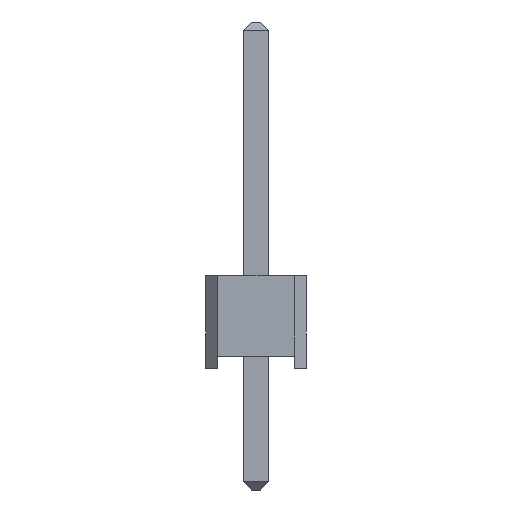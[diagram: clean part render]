
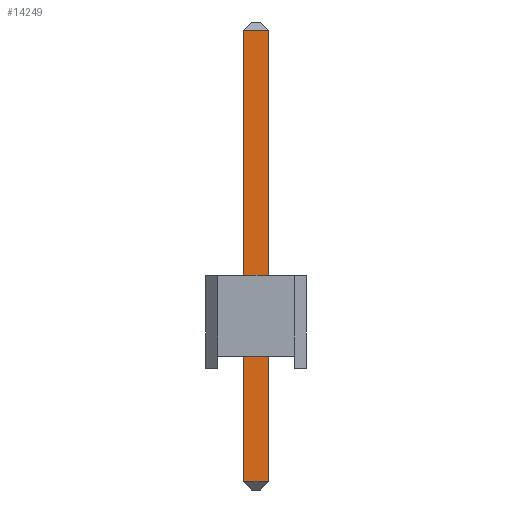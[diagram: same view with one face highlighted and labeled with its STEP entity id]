
A CAD part, left-side view. The second image highlights one B-rep face of the part: STEP entity #14249.
In plain terms, the highlighted planar face has unit normal (-1, 0, 0).
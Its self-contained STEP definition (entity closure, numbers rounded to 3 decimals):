
#13896 = PLANE('',#13897);
#13897 = AXIS2_PLACEMENT_3D('',#13898,#13899,#13900);
#13898 = CARTESIAN_POINT('',(-0.32,0.32,-3.));
#13899 = DIRECTION('',(-0.,1.,0.));
#13900 = DIRECTION('',(0.,0.,1.));
#13921 = VERTEX_POINT('',#13922);
#13922 = CARTESIAN_POINT('',(-0.32,0.32,-2.8));
#13948 = EDGE_CURVE('',#13921,#13949,#13951,.T.);
#13949 = VERTEX_POINT('',#13950);
#13950 = CARTESIAN_POINT('',(-0.32,0.32,8.34));
#13951 = SURFACE_CURVE('',#13952,(#13956,#13963),.PCURVE_S1.);
#13952 = LINE('',#13953,#13954);
#13953 = CARTESIAN_POINT('',(-0.32,0.32,-3.));
#13954 = VECTOR('',#13955,1.);
#13955 = DIRECTION('',(0.,-0.,1.));
#13956 = PCURVE('',#13896,#13957);
#13957 = DEFINITIONAL_REPRESENTATION('',(#13958),#13962);
#13958 = LINE('',#13959,#13960);
#13959 = CARTESIAN_POINT('',(0.,0.));
#13960 = VECTOR('',#13961,1.);
#13961 = DIRECTION('',(1.,0.));
#13962 = ( GEOMETRIC_REPRESENTATION_CONTEXT(2) 
PARAMETRIC_REPRESENTATION_CONTEXT() REPRESENTATION_CONTEXT('2D SPACE',''
  ) );
#13963 = PCURVE('',#13964,#13969);
#13964 = PLANE('',#13965);
#13965 = AXIS2_PLACEMENT_3D('',#13966,#13967,#13968);
#13966 = CARTESIAN_POINT('',(-0.32,-0.32,-3.));
#13967 = DIRECTION('',(-1.,0.,0.));
#13968 = DIRECTION('',(0.,0.,1.));
#13969 = DEFINITIONAL_REPRESENTATION('',(#13970),#13974);
#13970 = LINE('',#13971,#13972);
#13971 = CARTESIAN_POINT('',(0.,0.64));
#13972 = VECTOR('',#13973,1.);
#13973 = DIRECTION('',(1.,0.));
#13974 = ( GEOMETRIC_REPRESENTATION_CONTEXT(2) 
PARAMETRIC_REPRESENTATION_CONTEXT() REPRESENTATION_CONTEXT('2D SPACE',''
  ) );
#14076 = PLANE('',#14077);
#14077 = AXIS2_PLACEMENT_3D('',#14078,#14079,#14080);
#14078 = CARTESIAN_POINT('',(-0.22,-0.32,-2.9));
#14079 = DIRECTION('',(0.707,0.,0.707));
#14080 = DIRECTION('',(0.707,0.,-0.707));
#14109 = PLANE('',#14110);
#14110 = AXIS2_PLACEMENT_3D('',#14111,#14112,#14113);
#14111 = CARTESIAN_POINT('',(0.32,-0.32,-3.));
#14112 = DIRECTION('',(0.,-1.,0.));
#14113 = DIRECTION('',(0.,-0.,-1.));
#14189 = PLANE('',#14190);
#14190 = AXIS2_PLACEMENT_3D('',#14191,#14192,#14193);
#14191 = CARTESIAN_POINT('',(-0.22,-0.32,8.44));
#14192 = DIRECTION('',(-0.707,0.,0.707));
#14193 = DIRECTION('',(0.707,0.,0.707));
#14249 = ADVANCED_FACE('',(#14250),#13964,.T.);
#14250 = FACE_BOUND('',#14251,.T.);
#14251 = EDGE_LOOP('',(#14252,#14253,#14276,#14299));
#14252 = ORIENTED_EDGE('',*,*,#13948,.F.);
#14253 = ORIENTED_EDGE('',*,*,#14254,.T.);
#14254 = EDGE_CURVE('',#13921,#14255,#14257,.T.);
#14255 = VERTEX_POINT('',#14256);
#14256 = CARTESIAN_POINT('',(-0.32,-0.32,-2.8));
#14257 = SURFACE_CURVE('',#14258,(#14262,#14269),.PCURVE_S1.);
#14258 = LINE('',#14259,#14260);
#14259 = CARTESIAN_POINT('',(-0.32,-0.32,-2.8));
#14260 = VECTOR('',#14261,1.);
#14261 = DIRECTION('',(-0.,-1.,0.));
#14262 = PCURVE('',#13964,#14263);
#14263 = DEFINITIONAL_REPRESENTATION('',(#14264),#14268);
#14264 = LINE('',#14265,#14266);
#14265 = CARTESIAN_POINT('',(0.2,0.));
#14266 = VECTOR('',#14267,1.);
#14267 = DIRECTION('',(0.,-1.));
#14268 = ( GEOMETRIC_REPRESENTATION_CONTEXT(2) 
PARAMETRIC_REPRESENTATION_CONTEXT() REPRESENTATION_CONTEXT('2D SPACE',''
  ) );
#14269 = PCURVE('',#14076,#14270);
#14270 = DEFINITIONAL_REPRESENTATION('',(#14271),#14275);
#14271 = LINE('',#14272,#14273);
#14272 = CARTESIAN_POINT('',(-0.141,0.));
#14273 = VECTOR('',#14274,1.);
#14274 = DIRECTION('',(-0.,-1.));
#14275 = ( GEOMETRIC_REPRESENTATION_CONTEXT(2) 
PARAMETRIC_REPRESENTATION_CONTEXT() REPRESENTATION_CONTEXT('2D SPACE',''
  ) );
#14276 = ORIENTED_EDGE('',*,*,#14277,.T.);
#14277 = EDGE_CURVE('',#14255,#14278,#14280,.T.);
#14278 = VERTEX_POINT('',#14279);
#14279 = CARTESIAN_POINT('',(-0.32,-0.32,8.34));
#14280 = SURFACE_CURVE('',#14281,(#14285,#14292),.PCURVE_S1.);
#14281 = LINE('',#14282,#14283);
#14282 = CARTESIAN_POINT('',(-0.32,-0.32,-3.));
#14283 = VECTOR('',#14284,1.);
#14284 = DIRECTION('',(0.,0.,1.));
#14285 = PCURVE('',#13964,#14286);
#14286 = DEFINITIONAL_REPRESENTATION('',(#14287),#14291);
#14287 = LINE('',#14288,#14289);
#14288 = CARTESIAN_POINT('',(0.,0.));
#14289 = VECTOR('',#14290,1.);
#14290 = DIRECTION('',(1.,0.));
#14291 = ( GEOMETRIC_REPRESENTATION_CONTEXT(2) 
PARAMETRIC_REPRESENTATION_CONTEXT() REPRESENTATION_CONTEXT('2D SPACE',''
  ) );
#14292 = PCURVE('',#14109,#14293);
#14293 = DEFINITIONAL_REPRESENTATION('',(#14294),#14298);
#14294 = LINE('',#14295,#14296);
#14295 = CARTESIAN_POINT('',(-0.,-0.64));
#14296 = VECTOR('',#14297,1.);
#14297 = DIRECTION('',(-1.,0.));
#14298 = ( GEOMETRIC_REPRESENTATION_CONTEXT(2) 
PARAMETRIC_REPRESENTATION_CONTEXT() REPRESENTATION_CONTEXT('2D SPACE',''
  ) );
#14299 = ORIENTED_EDGE('',*,*,#14300,.T.);
#14300 = EDGE_CURVE('',#14278,#13949,#14301,.T.);
#14301 = SURFACE_CURVE('',#14302,(#14306,#14313),.PCURVE_S1.);
#14302 = LINE('',#14303,#14304);
#14303 = CARTESIAN_POINT('',(-0.32,-0.32,8.34));
#14304 = VECTOR('',#14305,1.);
#14305 = DIRECTION('',(0.,1.,-0.));
#14306 = PCURVE('',#13964,#14307);
#14307 = DEFINITIONAL_REPRESENTATION('',(#14308),#14312);
#14308 = LINE('',#14309,#14310);
#14309 = CARTESIAN_POINT('',(11.34,0.));
#14310 = VECTOR('',#14311,1.);
#14311 = DIRECTION('',(0.,1.));
#14312 = ( GEOMETRIC_REPRESENTATION_CONTEXT(2) 
PARAMETRIC_REPRESENTATION_CONTEXT() REPRESENTATION_CONTEXT('2D SPACE',''
  ) );
#14313 = PCURVE('',#14189,#14314);
#14314 = DEFINITIONAL_REPRESENTATION('',(#14315),#14319);
#14315 = LINE('',#14316,#14317);
#14316 = CARTESIAN_POINT('',(-0.141,0.));
#14317 = VECTOR('',#14318,1.);
#14318 = DIRECTION('',(0.,1.));
#14319 = ( GEOMETRIC_REPRESENTATION_CONTEXT(2) 
PARAMETRIC_REPRESENTATION_CONTEXT() REPRESENTATION_CONTEXT('2D SPACE',''
  ) );
